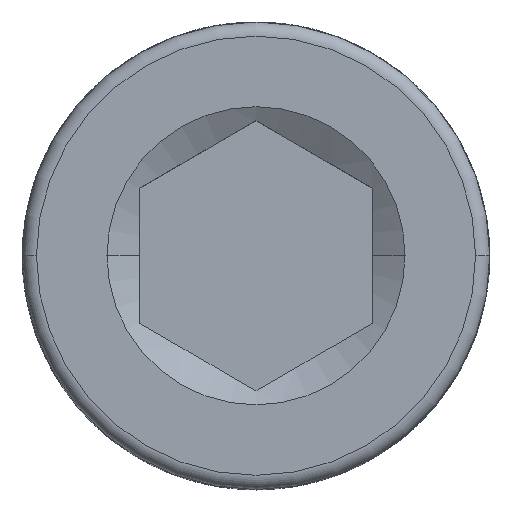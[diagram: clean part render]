
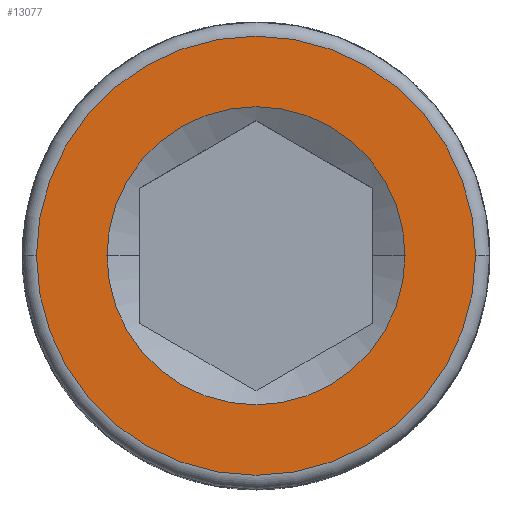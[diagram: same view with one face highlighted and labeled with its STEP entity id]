
A CAD part, top view. The second image highlights one B-rep face of the part: STEP entity #13077.
In plain terms, the highlighted planar face has unit normal (0, 0, 1).
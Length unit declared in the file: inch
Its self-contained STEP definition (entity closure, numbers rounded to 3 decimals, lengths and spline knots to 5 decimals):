
#441 = ORIENTED_EDGE ( 'NONE', *, *, #10608, .F. ) ;
#558 = EDGE_CURVE ( 'NONE', #901, #7969, #12018, .T. ) ;
#787 = FACE_BOUND ( 'NONE', #15150, .T. ) ;
#901 = VERTEX_POINT ( 'NONE', #14456 ) ;
#1967 = DIRECTION ( 'NONE',  ( 0., 0., -1. ) ) ;
#2217 = ORIENTED_EDGE ( 'NONE', *, *, #3212, .F. ) ;
#2488 = AXIS2_PLACEMENT_3D ( 'NONE', #4533, #13518, #5809 ) ;
#2764 = AXIS2_PLACEMENT_3D ( 'NONE', #11462, #7685, #3746 ) ;
#3212 = EDGE_CURVE ( 'NONE', #13462, #12049, #12847, .T. ) ;
#3230 = CIRCLE ( 'NONE', #2488, 0.09963 ) ;
#3399 = EDGE_LOOP ( 'NONE', ( #14779, #14222 ) ) ;
#3746 = DIRECTION ( 'NONE',  ( -1., 0., 0. ) ) ;
#4533 = CARTESIAN_POINT ( 'NONE',  ( 0., 0., 0.97 ) ) ;
#5809 = DIRECTION ( 'NONE',  ( 1., 0., 0. ) ) ;
#7395 = PLANE ( 'NONE',  #10466 ) ;
#7613 = CARTESIAN_POINT ( 'NONE',  ( 0., 0.14675, 0.97 ) ) ;
#7642 = AXIS2_PLACEMENT_3D ( 'NONE', #12331, #16099, #14809 ) ;
#7685 = DIRECTION ( 'NONE',  ( 0., 0., -1. ) ) ;
#7969 = VERTEX_POINT ( 'NONE', #11293 ) ;
#8859 = CARTESIAN_POINT ( 'NONE',  ( -0.09963, 0., 0.97 ) ) ;
#10412 = CIRCLE ( 'NONE', #12325, 0.14675 ) ;
#10466 = AXIS2_PLACEMENT_3D ( 'NONE', #7613, #12677, #11231 ) ;
#10608 = EDGE_CURVE ( 'NONE', #12049, #13462, #3230, .T. ) ;
#11231 = DIRECTION ( 'NONE',  ( 1., 0., 0. ) ) ;
#11293 = CARTESIAN_POINT ( 'NONE',  ( 0.14675, 0., 0.97 ) ) ;
#11462 = CARTESIAN_POINT ( 'NONE',  ( 0., 0., 0.97 ) ) ;
#12018 = CIRCLE ( 'NONE', #2764, 0.14675 ) ;
#12049 = VERTEX_POINT ( 'NONE', #8859 ) ;
#12175 = CARTESIAN_POINT ( 'NONE',  ( 0., 0., 0.97 ) ) ;
#12193 = EDGE_CURVE ( 'NONE', #7969, #901, #10412, .T. ) ;
#12325 = AXIS2_PLACEMENT_3D ( 'NONE', #12175, #1967, #13327 ) ;
#12331 = CARTESIAN_POINT ( 'NONE',  ( 0., 0., 0.97 ) ) ;
#12677 = DIRECTION ( 'NONE',  ( 0., 0., 1. ) ) ;
#12847 = CIRCLE ( 'NONE', #7642, 0.09963 ) ;
#13077 = ADVANCED_FACE ( 'NONE', ( #787, #15003 ), #7395, .T. ) ;
#13327 = DIRECTION ( 'NONE',  ( -1., 0., 0. ) ) ;
#13462 = VERTEX_POINT ( 'NONE', #15995 ) ;
#13518 = DIRECTION ( 'NONE',  ( 0., 0., 1. ) ) ;
#14222 = ORIENTED_EDGE ( 'NONE', *, *, #12193, .F. ) ;
#14456 = CARTESIAN_POINT ( 'NONE',  ( -0.14675, 0., 0.97 ) ) ;
#14779 = ORIENTED_EDGE ( 'NONE', *, *, #558, .F. ) ;
#14809 = DIRECTION ( 'NONE',  ( 1., 0., 0. ) ) ;
#15003 = FACE_OUTER_BOUND ( 'NONE', #3399, .T. ) ;
#15150 = EDGE_LOOP ( 'NONE', ( #2217, #441 ) ) ;
#15995 = CARTESIAN_POINT ( 'NONE',  ( 0.09963, 0., 0.97 ) ) ;
#16099 = DIRECTION ( 'NONE',  ( 0., 0., 1. ) ) ;
